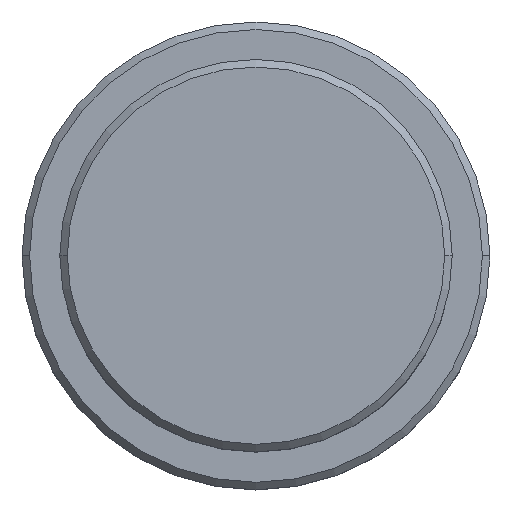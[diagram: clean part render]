
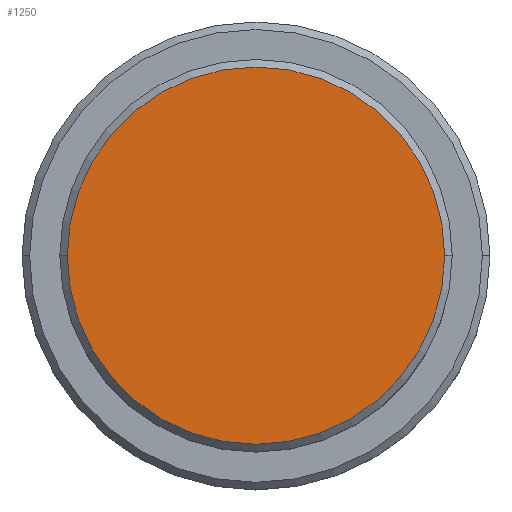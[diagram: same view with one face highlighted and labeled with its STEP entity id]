
A CAD part, top view. The second image highlights one B-rep face of the part: STEP entity #1250.
In plain terms, the highlighted planar face has unit normal (0, 0, 1).
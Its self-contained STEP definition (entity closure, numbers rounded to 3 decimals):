
#34 = DIRECTION ( 'NONE',  ( 0., 0., 1. ) ) ;
#44 = CARTESIAN_POINT ( 'NONE',  ( 12.5, 0., 0. ) ) ;
#144 = PLANE ( 'NONE',  #159 ) ;
#159 = AXIS2_PLACEMENT_3D ( 'NONE', #492, #929, #1358 ) ;
#198 = CIRCLE ( 'NONE', #953, 12.5 ) ;
#254 = EDGE_CURVE ( 'NONE', #487, #812, #689, .T. ) ;
#256 = DIRECTION ( 'NONE',  ( 0., 0., 1. ) ) ;
#276 = CARTESIAN_POINT ( 'NONE',  ( 0., 0., 0. ) ) ;
#337 = ORIENTED_EDGE ( 'NONE', *, *, #254, .T. ) ;
#354 = EDGE_CURVE ( 'NONE', #812, #487, #198, .T. ) ;
#374 = CARTESIAN_POINT ( 'NONE',  ( 0., 0., 0. ) ) ;
#468 = ORIENTED_EDGE ( 'NONE', *, *, #354, .T. ) ;
#487 = VERTEX_POINT ( 'NONE', #643 ) ;
#492 = CARTESIAN_POINT ( 'NONE',  ( 0., 0., 0. ) ) ;
#575 = DIRECTION ( 'NONE',  ( 1., 0., 0. ) ) ;
#643 = CARTESIAN_POINT ( 'NONE',  ( -12.5, 0., 0. ) ) ;
#689 = CIRCLE ( 'NONE', #1112, 12.5 ) ;
#812 = VERTEX_POINT ( 'NONE', #44 ) ;
#927 = DIRECTION ( 'NONE',  ( 1., 0., 0. ) ) ;
#929 = DIRECTION ( 'NONE',  ( 0., 0., 1. ) ) ;
#935 = FACE_OUTER_BOUND ( 'NONE', #1079, .T. ) ;
#953 = AXIS2_PLACEMENT_3D ( 'NONE', #276, #34, #927 ) ;
#1079 = EDGE_LOOP ( 'NONE', ( #337, #468 ) ) ;
#1112 = AXIS2_PLACEMENT_3D ( 'NONE', #374, #256, #575 ) ;
#1250 = ADVANCED_FACE ( 'NONE', ( #935 ), #144, .T. ) ;
#1358 = DIRECTION ( 'NONE',  ( 1., 0., 0. ) ) ;
